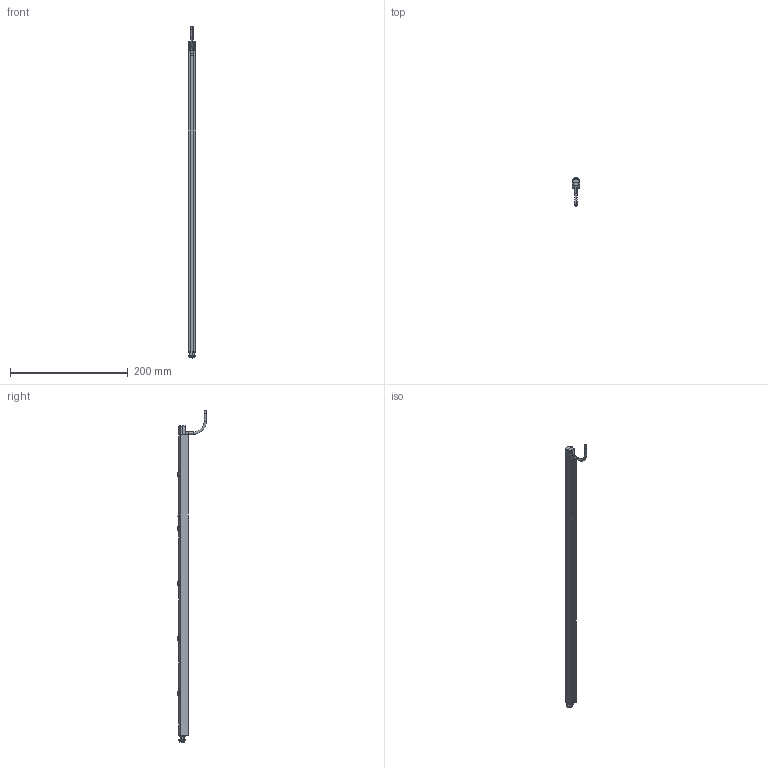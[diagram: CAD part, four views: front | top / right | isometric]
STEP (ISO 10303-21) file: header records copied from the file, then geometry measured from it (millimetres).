
FILE_DESCRIPTION((''),'2;1');
FILE_NAME('229267_SM01_ASM','2022-05-05T09:20:53',('PDMAdmin'),('BANNER ENGINEERING'),'CREO PARAMETRIC BY PTC INC, 2019292','CREO PARAMETRIC BY PTC INC, 2019292','');
FILE_SCHEMA(('CONFIG_CONTROL_DESIGN'));
Products named in the file (3): 813951_SM01; TTR_WEB_CABLE_SNUB; 229267_SM01_ASM
Assembly tree (2 placements, depth 2):
  229267_SM01_ASM
    813951_SM01
    TTR_WEB_CABLE_SNUB
Bounding box: 12 x 49.1 x 563.3 mm (x, y, z)
Volume: 85699.6 mm3; surface area: 39849 mm2
Topology: 2 solids, 2 shells, 1138 faces, 3062 edges, 1878 vertices
Faces by surface type: bspline 420, plane 367, cylinder 208, cone 65, sphere 26, torus 20, revolution 20, extrusion 12
Entity records: 74754 total; most frequent: CARTESIAN_POINT 50378, ORIENTED_EDGE 6080, DIRECTION 3639, EDGE_CURVE 3040, VERTEX_POINT 1878, B_SPLINE_CURVE_WITH_KNOTS 1430, AXIS2_PLACEMENT_3D 1274, EDGE_LOOP 1170
